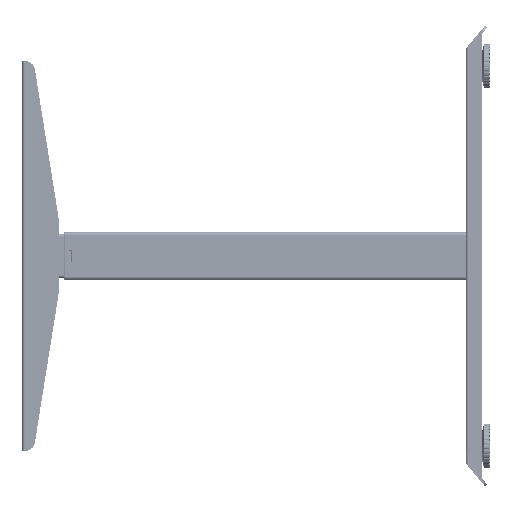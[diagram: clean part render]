
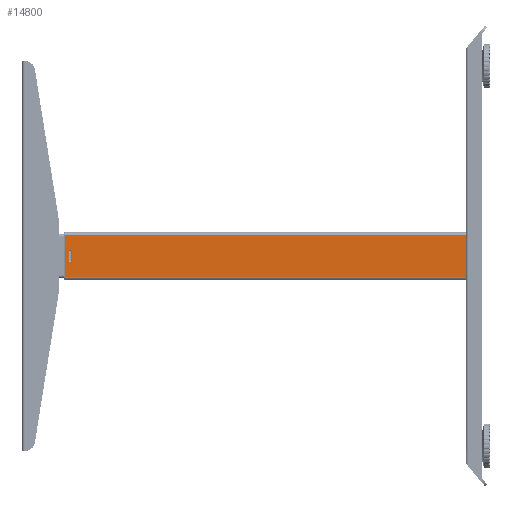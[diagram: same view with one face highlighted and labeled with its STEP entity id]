
A CAD part, left-side view. The second image highlights one B-rep face of the part: STEP entity #14800.
In plain terms, the highlighted planar face has unit normal (-1, 0, 0).
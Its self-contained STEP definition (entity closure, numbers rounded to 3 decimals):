
#1476=FACE_BOUND('',#33421,.T.);
#1477=FACE_BOUND('',#33422,.T.);
#14800=ADVANCED_FACE('',(#1476,#1477),#20356,.F.);
#20356=PLANE('',#125552);
#33421=EDGE_LOOP('',(#54952,#54953,#54954,#54955));
#33422=EDGE_LOOP('',(#54956,#54957,#54958,#54959));
#54952=ORIENTED_EDGE('',*,*,#91026,.T.);
#54953=ORIENTED_EDGE('',*,*,#91027,.T.);
#54954=ORIENTED_EDGE('',*,*,#91028,.T.);
#54955=ORIENTED_EDGE('',*,*,#91029,.T.);
#54956=ORIENTED_EDGE('',*,*,#91030,.T.);
#54957=ORIENTED_EDGE('',*,*,#91031,.F.);
#54958=ORIENTED_EDGE('',*,*,#91032,.F.);
#54959=ORIENTED_EDGE('',*,*,#91033,.T.);
#77374=VERTEX_POINT('',#195958);
#77375=VERTEX_POINT('',#195959);
#77376=VERTEX_POINT('',#195961);
#77377=VERTEX_POINT('',#195963);
#77378=VERTEX_POINT('',#195966);
#77379=VERTEX_POINT('',#195967);
#77380=VERTEX_POINT('',#195969);
#77381=VERTEX_POINT('',#195971);
#91026=EDGE_CURVE('',#77374,#77375,#104642,.T.);
#91027=EDGE_CURVE('',#77375,#77376,#104643,.T.);
#91028=EDGE_CURVE('',#77376,#77377,#104644,.T.);
#91029=EDGE_CURVE('',#77377,#77374,#104645,.T.);
#91030=EDGE_CURVE('',#77378,#77379,#104646,.T.);
#91031=EDGE_CURVE('',#77380,#77379,#104647,.T.);
#91032=EDGE_CURVE('',#77381,#77380,#104648,.T.);
#91033=EDGE_CURVE('',#77381,#77378,#104649,.T.);
#104642=LINE('',#195957,#114918);
#104643=LINE('',#195960,#114919);
#104644=LINE('',#195962,#114920);
#104645=LINE('',#195964,#114921);
#104646=LINE('',#195965,#114922);
#104647=LINE('',#195968,#114923);
#104648=LINE('',#195970,#114924);
#104649=LINE('',#195972,#114925);
#114918=VECTOR('',#148278,1.);
#114919=VECTOR('',#148279,1.);
#114920=VECTOR('',#148280,1.);
#114921=VECTOR('',#148281,1.);
#114922=VECTOR('',#148282,1.);
#114923=VECTOR('',#148283,1.);
#114924=VECTOR('',#148284,1.);
#114925=VECTOR('',#148285,1.);
#125552=AXIS2_PLACEMENT_3D('',#195973,#148286,#148287);
#148278=DIRECTION('',(0.,0.,1.));
#148279=DIRECTION('',(0.,-1.,0.));
#148280=DIRECTION('',(0.,0.,-1.));
#148281=DIRECTION('',(0.,1.,0.));
#148282=DIRECTION('',(0.,0.,-1.));
#148283=DIRECTION('',(0.,1.,0.));
#148284=DIRECTION('',(0.,0.,-1.));
#148285=DIRECTION('',(0.,1.,0.));
#148286=DIRECTION('',(1.,0.,0.));
#148287=DIRECTION('',(0.,0.,-1.));
#195957=CARTESIAN_POINT('',(-35.,584.417,30.5));
#195958=CARTESIAN_POINT('',(-35.,584.417,-8.417));
#195959=CARTESIAN_POINT('',(-35.,584.417,8.417));
#195960=CARTESIAN_POINT('',(-35.,0.,8.417));
#195961=CARTESIAN_POINT('',(-35.,580.783,8.417));
#195962=CARTESIAN_POINT('',(-35.,580.783,30.5));
#195963=CARTESIAN_POINT('',(-35.,580.783,-8.417));
#195964=CARTESIAN_POINT('',(-35.,0.,-8.417));
#195965=CARTESIAN_POINT('',(-35.,590.,30.5));
#195966=CARTESIAN_POINT('',(-35.,590.,30.5));
#195967=CARTESIAN_POINT('',(-35.,590.,-30.5));
#195968=CARTESIAN_POINT('',(-35.,0.,-30.5));
#195969=CARTESIAN_POINT('',(-35.,0.,-30.5));
#195970=CARTESIAN_POINT('',(-35.,0.,30.5));
#195971=CARTESIAN_POINT('',(-35.,0.,30.5));
#195972=CARTESIAN_POINT('',(-35.,0.,30.5));
#195973=CARTESIAN_POINT('',(-35.,0.,30.5));
